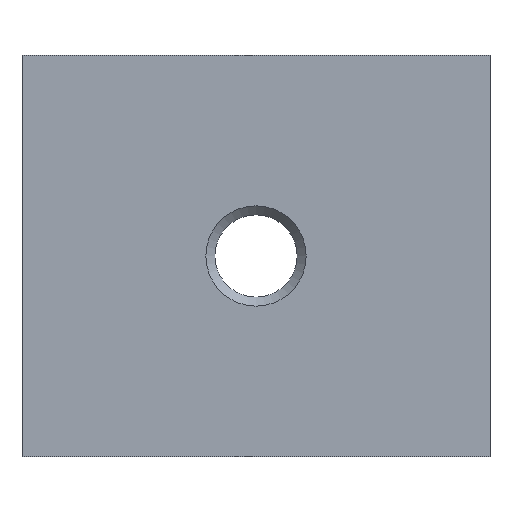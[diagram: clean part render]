
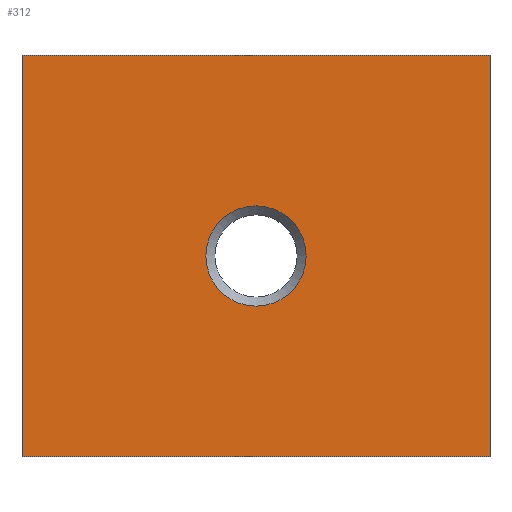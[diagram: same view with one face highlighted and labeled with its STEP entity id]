
A CAD part, front view. The second image highlights one B-rep face of the part: STEP entity #312.
In plain terms, the highlighted planar face has unit normal (0, -1, 0).
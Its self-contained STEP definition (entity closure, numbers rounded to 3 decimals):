
#5 = CARTESIAN_POINT ( 'NONE',  ( 0., -3., 1.5 ) ) ;
#6 = FACE_OUTER_BOUND ( 'NONE', #124, .T. ) ;
#8 = DIRECTION ( 'NONE',  ( 0., 1., 0. ) ) ;
#9 = ORIENTED_EDGE ( 'NONE', *, *, #194, .F. ) ;
#10 = CARTESIAN_POINT ( 'NONE',  ( -7., -3., 6. ) ) ;
#12 = ORIENTED_EDGE ( 'NONE', *, *, #255, .T. ) ;
#13 = CARTESIAN_POINT ( 'NONE',  ( 0., -3., 0. ) ) ;
#26 = DIRECTION ( 'NONE',  ( 0., 0., 1. ) ) ;
#34 = EDGE_LOOP ( 'NONE', ( #129, #12 ) ) ;
#35 = FACE_BOUND ( 'NONE', #34, .T. ) ;
#40 = VERTEX_POINT ( 'NONE', #98 ) ;
#43 = VERTEX_POINT ( 'NONE', #320 ) ;
#60 = PLANE ( 'NONE',  #316 ) ;
#61 = ORIENTED_EDGE ( 'NONE', *, *, #121, .F. ) ;
#65 = VERTEX_POINT ( 'NONE', #5 ) ;
#81 = LINE ( 'NONE', #238, #153 ) ;
#93 = EDGE_CURVE ( 'NONE', #346, #183, #188, .T. ) ;
#95 = DIRECTION ( 'NONE',  ( 0., 1., 0. ) ) ;
#98 = CARTESIAN_POINT ( 'NONE',  ( -7., -3., -6. ) ) ;
#104 = VECTOR ( 'NONE', #335, 1000. ) ;
#121 = EDGE_CURVE ( 'NONE', #40, #346, #329, .T. ) ;
#123 = CARTESIAN_POINT ( 'NONE',  ( 7., -3., -6. ) ) ;
#124 = EDGE_LOOP ( 'NONE', ( #61, #258, #9, #266 ) ) ;
#126 = DIRECTION ( 'NONE',  ( 0., 0., 1. ) ) ;
#127 = AXIS2_PLACEMENT_3D ( 'NONE', #201, #8, #347 ) ;
#129 = ORIENTED_EDGE ( 'NONE', *, *, #273, .T. ) ;
#139 = CARTESIAN_POINT ( 'NONE',  ( 7., -3., 6. ) ) ;
#153 = VECTOR ( 'NONE', #331, 1000. ) ;
#156 = VECTOR ( 'NONE', #360, 1000. ) ;
#164 = CARTESIAN_POINT ( 'NONE',  ( -7., -3., -6. ) ) ;
#166 = CARTESIAN_POINT ( 'NONE',  ( -7., -3., 6. ) ) ;
#175 = DIRECTION ( 'NONE',  ( 0., 0., 1. ) ) ;
#182 = EDGE_CURVE ( 'NONE', #256, #40, #81, .T. ) ;
#183 = VERTEX_POINT ( 'NONE', #139 ) ;
#188 = LINE ( 'NONE', #166, #104 ) ;
#194 = EDGE_CURVE ( 'NONE', #183, #256, #333, .T. ) ;
#198 = CARTESIAN_POINT ( 'NONE',  ( -7., -3., 6. ) ) ;
#199 = CIRCLE ( 'NONE', #127, 1.5 ) ;
#201 = CARTESIAN_POINT ( 'NONE',  ( 0., -3., 0. ) ) ;
#213 = CARTESIAN_POINT ( 'NONE',  ( 7., -3., 6. ) ) ;
#238 = CARTESIAN_POINT ( 'NONE',  ( 7., -3., -6. ) ) ;
#255 = EDGE_CURVE ( 'NONE', #65, #43, #199, .T. ) ;
#256 = VERTEX_POINT ( 'NONE', #123 ) ;
#258 = ORIENTED_EDGE ( 'NONE', *, *, #182, .F. ) ;
#266 = ORIENTED_EDGE ( 'NONE', *, *, #93, .F. ) ;
#273 = EDGE_CURVE ( 'NONE', #43, #65, #342, .T. ) ;
#289 = DIRECTION ( 'NONE',  ( 0., 1., 0. ) ) ;
#312 = ADVANCED_FACE ( 'PLANAR_1', ( #6, #35 ), #60, .F. ) ;
#316 = AXIS2_PLACEMENT_3D ( 'NONE', #10, #95, #175 ) ;
#320 = CARTESIAN_POINT ( 'NONE',  ( 0., -3., -1.5 ) ) ;
#322 = VECTOR ( 'NONE', #26, 1000. ) ;
#329 = LINE ( 'NONE', #164, #322 ) ;
#331 = DIRECTION ( 'NONE',  ( -1., 0., 0. ) ) ;
#333 = LINE ( 'NONE', #213, #156 ) ;
#335 = DIRECTION ( 'NONE',  ( 1., 0., 0. ) ) ;
#342 = CIRCLE ( 'NONE', #358, 1.5 ) ;
#346 = VERTEX_POINT ( 'NONE', #198 ) ;
#347 = DIRECTION ( 'NONE',  ( 0., 0., 1. ) ) ;
#358 = AXIS2_PLACEMENT_3D ( 'NONE', #13, #289, #126 ) ;
#360 = DIRECTION ( 'NONE',  ( 0., 0., -1. ) ) ;
